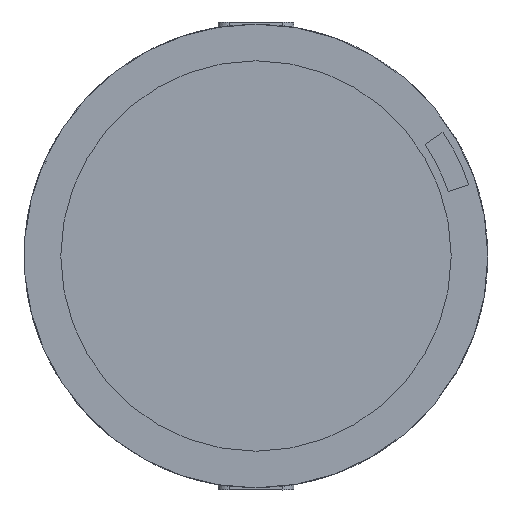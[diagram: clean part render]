
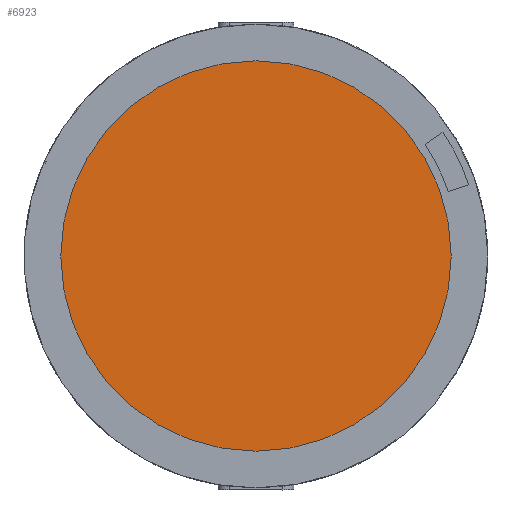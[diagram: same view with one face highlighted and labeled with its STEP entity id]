
A CAD part, front view. The second image highlights one B-rep face of the part: STEP entity #6923.
In plain terms, the highlighted planar face has unit normal (0, -1, 0).
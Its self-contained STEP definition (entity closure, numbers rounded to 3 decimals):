
#1940 = CARTESIAN_POINT ( 'NONE',  ( 0., 4., 0. ) ) ;
#3252 = DIRECTION ( 'NONE',  ( 0., 0., 1. ) ) ;
#4308 = AXIS2_PLACEMENT_3D ( 'NONE', #1940, #10770, #3252 ) ;
#4329 = AXIS2_PLACEMENT_3D ( 'NONE', #13117, #5754, #14365 ) ;
#4602 = CARTESIAN_POINT ( 'NONE',  ( 0., 4., 90.5 ) ) ;
#5202 = CIRCLE ( 'NONE', #4308, 90.5 ) ;
#5566 = AXIS2_PLACEMENT_3D ( 'NONE', #14546, #14317, #14294 ) ;
#5754 = DIRECTION ( 'NONE',  ( 0., 1., 0. ) ) ;
#5895 = CARTESIAN_POINT ( 'NONE',  ( 0., 4., -90.5 ) ) ;
#6596 = CIRCLE ( 'NONE', #4329, 90.5 ) ;
#6923 = ADVANCED_FACE ( 'N', ( #14408 ), #14345, .T. ) ;
#8643 = EDGE_LOOP ( 'NONE', ( #13124, #12750 ) ) ;
#10470 = VERTEX_POINT ( 'NONE', #5895 ) ;
#10770 = DIRECTION ( 'NONE',  ( 0., 1., 0. ) ) ;
#11074 = EDGE_CURVE ( 'NONE', #10470, #14657, #6596, .T. ) ;
#11121 = EDGE_CURVE ( 'NONE', #14657, #10470, #5202, .T. ) ;
#12750 = ORIENTED_EDGE ( 'NONE', *, *, #11074, .F. ) ;
#13117 = CARTESIAN_POINT ( 'NONE',  ( 0., 4., 0. ) ) ;
#13124 = ORIENTED_EDGE ( 'NONE', *, *, #11121, .F. ) ;
#14294 = DIRECTION ( 'NONE',  ( 0., 0., -1. ) ) ;
#14317 = DIRECTION ( 'NONE',  ( 0., -1., 0. ) ) ;
#14345 = PLANE ( 'NONE',  #5566 ) ;
#14365 = DIRECTION ( 'NONE',  ( 0., 0., 1. ) ) ;
#14408 = FACE_OUTER_BOUND ( 'NONE', #8643, .T. ) ;
#14546 = CARTESIAN_POINT ( 'NONE',  ( 0., 4., 0. ) ) ;
#14657 = VERTEX_POINT ( 'NONE', #4602 ) ;
